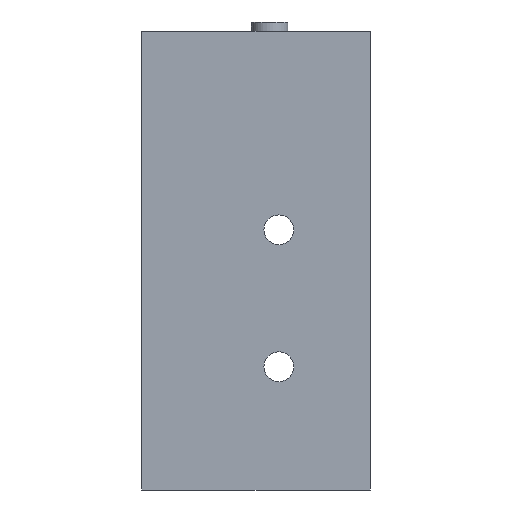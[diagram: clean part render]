
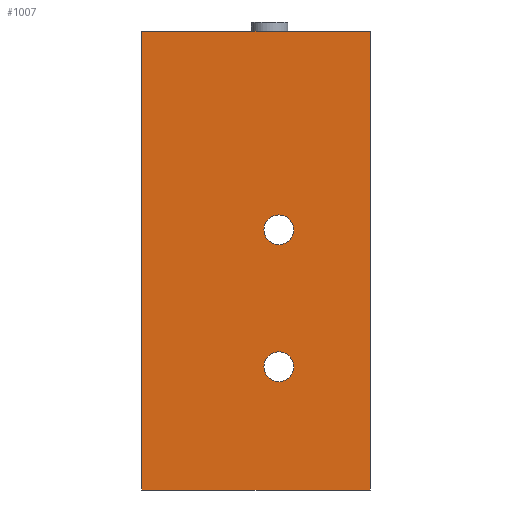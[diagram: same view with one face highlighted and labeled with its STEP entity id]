
A CAD part, front view. The second image highlights one B-rep face of the part: STEP entity #1007.
In plain terms, the highlighted planar face has unit normal (0, -1, 0).
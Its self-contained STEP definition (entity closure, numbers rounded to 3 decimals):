
#33=FACE_BOUND('',#215,.T.);
#34=FACE_BOUND('',#216,.T.);
#77=PLANE('',#1133);
#137=FACE_OUTER_BOUND('',#214,.T.);
#214=EDGE_LOOP('',(#893,#894,#895,#896));
#215=EDGE_LOOP('',(#897));
#216=EDGE_LOOP('',(#898));
#294=LINE('',#1691,#377);
#302=LINE('',#1706,#385);
#303=LINE('',#1708,#386);
#304=LINE('',#1709,#387);
#377=VECTOR('',#1412,10.);
#385=VECTOR('',#1424,10.);
#386=VECTOR('',#1427,10.);
#387=VECTOR('',#1428,10.);
#413=CIRCLE('',#1092,3.25);
#419=CIRCLE('',#1101,3.25);
#494=VERTEX_POINT('',#1617);
#500=VERTEX_POINT('',#1634);
#516=VERTEX_POINT('',#1688);
#517=VERTEX_POINT('',#1690);
#521=VERTEX_POINT('',#1702);
#522=VERTEX_POINT('',#1704);
#610=EDGE_CURVE('',#494,#494,#413,.T.);
#618=EDGE_CURVE('',#500,#500,#419,.T.);
#641=EDGE_CURVE('',#516,#517,#294,.T.);
#649=EDGE_CURVE('',#521,#522,#302,.T.);
#650=EDGE_CURVE('',#516,#521,#303,.T.);
#651=EDGE_CURVE('',#517,#522,#304,.T.);
#893=ORIENTED_EDGE('',*,*,#650,.T.);
#894=ORIENTED_EDGE('',*,*,#649,.T.);
#895=ORIENTED_EDGE('',*,*,#651,.F.);
#896=ORIENTED_EDGE('',*,*,#641,.F.);
#897=ORIENTED_EDGE('',*,*,#610,.T.);
#898=ORIENTED_EDGE('',*,*,#618,.T.);
#1007=ADVANCED_FACE('',(#137,#33,#34),#77,.T.);
#1092=AXIS2_PLACEMENT_3D('',#1619,#1324,#1325);
#1101=AXIS2_PLACEMENT_3D('',#1636,#1344,#1345);
#1133=AXIS2_PLACEMENT_3D('',#1707,#1425,#1426);
#1324=DIRECTION('center_axis',(0.,1.,0.));
#1325=DIRECTION('ref_axis',(1.,0.,0.));
#1344=DIRECTION('center_axis',(0.,1.,0.));
#1345=DIRECTION('ref_axis',(1.,0.,0.));
#1412=DIRECTION('',(0.,0.,1.));
#1424=DIRECTION('',(0.,0.,1.));
#1425=DIRECTION('center_axis',(0.,-1.,0.));
#1426=DIRECTION('ref_axis',(1.,0.,0.));
#1427=DIRECTION('',(1.,0.,0.));
#1428=DIRECTION('',(1.,0.,0.));
#1617=CARTESIAN_POINT('',(26.75,0.,57.));
#1619=CARTESIAN_POINT('Origin',(30.,0.,57.));
#1634=CARTESIAN_POINT('',(26.75,0.,27.));
#1636=CARTESIAN_POINT('Origin',(30.,0.,27.));
#1688=CARTESIAN_POINT('',(0.,0.,0.));
#1690=CARTESIAN_POINT('',(0.,0.,100.5));
#1691=CARTESIAN_POINT('',(0.,0.,0.));
#1702=CARTESIAN_POINT('',(50.,0.,0.));
#1704=CARTESIAN_POINT('',(50.,0.,100.5));
#1706=CARTESIAN_POINT('',(50.,0.,0.));
#1707=CARTESIAN_POINT('Origin',(0.,0.,0.));
#1708=CARTESIAN_POINT('',(0.,0.,0.));
#1709=CARTESIAN_POINT('',(0.,0.,100.5));
